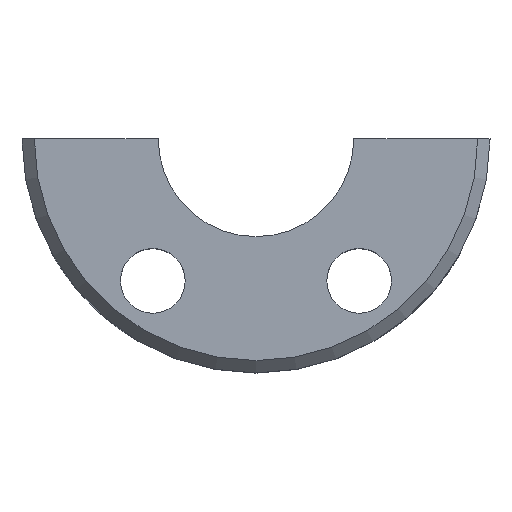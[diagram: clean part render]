
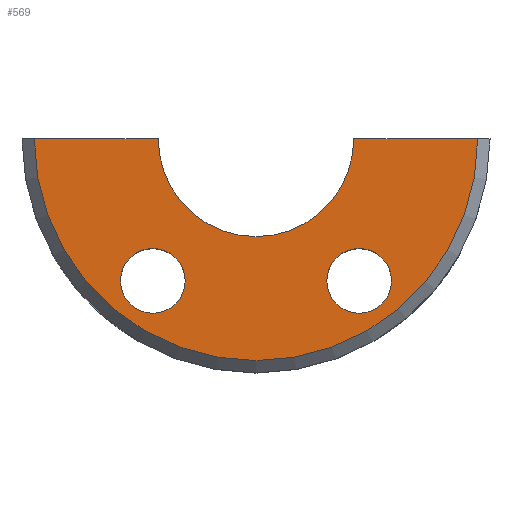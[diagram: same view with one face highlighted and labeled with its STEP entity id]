
A CAD part, top view. The second image highlights one B-rep face of the part: STEP entity #569.
In plain terms, the highlighted planar face has unit normal (0, 0, 1).
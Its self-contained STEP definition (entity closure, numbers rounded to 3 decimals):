
#14 = DIRECTION ( 'NONE',  ( 1., 0., 0. ) ) ;
#18 = DIRECTION ( 'NONE',  ( 1., 0., 0. ) ) ;
#23 = VERTEX_POINT ( 'NONE', #731 ) ;
#26 = EDGE_CURVE ( 'NONE', #38, #848, #222, .T. ) ;
#27 = CARTESIAN_POINT ( 'NONE',  ( 22.002, -23.057, 20. ) ) ;
#32 = ORIENTED_EDGE ( 'NONE', *, *, #263, .T. ) ;
#36 = AXIS2_PLACEMENT_3D ( 'NONE', #356, #968, #37 ) ;
#37 = DIRECTION ( 'NONE',  ( 1., 0., 0. ) ) ;
#38 = VERTEX_POINT ( 'NONE', #121 ) ;
#41 = CARTESIAN_POINT ( 'NONE',  ( 0., 0., 20. ) ) ;
#94 = CARTESIAN_POINT ( 'NONE',  ( 0., 0., 20. ) ) ;
#102 = VECTOR ( 'NONE', #619, 1000. ) ;
#114 = FACE_BOUND ( 'NONE', #154, .T. ) ;
#121 = CARTESIAN_POINT ( 'NONE',  ( -11.502, -23.057, 20. ) ) ;
#130 = DIRECTION ( 'NONE',  ( 0., 0., 1. ) ) ;
#141 = VERTEX_POINT ( 'NONE', #457 ) ;
#154 = EDGE_LOOP ( 'NONE', ( #490, #173 ) ) ;
#167 = FACE_OUTER_BOUND ( 'NONE', #543, .T. ) ;
#170 = DIRECTION ( 'NONE',  ( 1., 0., 0. ) ) ;
#173 = ORIENTED_EDGE ( 'NONE', *, *, #748, .F. ) ;
#174 = DIRECTION ( 'NONE',  ( -1., 0., 0. ) ) ;
#211 = CIRCLE ( 'NONE', #760, 5.25 ) ;
#215 = CIRCLE ( 'NONE', #817, 15.875 ) ;
#221 = AXIS2_PLACEMENT_3D ( 'NONE', #770, #545, #170 ) ;
#222 = CIRCLE ( 'NONE', #312, 5.25 ) ;
#247 = CARTESIAN_POINT ( 'NONE',  ( 16.752, -23.057, 20. ) ) ;
#263 = EDGE_CURVE ( 'NONE', #915, #141, #870, .T. ) ;
#268 = ORIENTED_EDGE ( 'NONE', *, *, #800, .T. ) ;
#279 = EDGE_CURVE ( 'NONE', #639, #701, #211, .T. ) ;
#299 = CARTESIAN_POINT ( 'NONE',  ( 11.502, -23.057, 20. ) ) ;
#312 = AXIS2_PLACEMENT_3D ( 'NONE', #354, #130, #641 ) ;
#342 = VECTOR ( 'NONE', #174, 1000. ) ;
#354 = CARTESIAN_POINT ( 'NONE',  ( -16.752, -23.057, 20. ) ) ;
#355 = PLANE ( 'NONE',  #36 ) ;
#356 = CARTESIAN_POINT ( 'NONE',  ( 0., 0., 20. ) ) ;
#371 = CARTESIAN_POINT ( 'NONE',  ( 16.752, -23.057, 20. ) ) ;
#433 = ORIENTED_EDGE ( 'NONE', *, *, #571, .T. ) ;
#451 = DIRECTION ( 'NONE',  ( 0., 0., 1. ) ) ;
#457 = CARTESIAN_POINT ( 'NONE',  ( 36., 0., 20. ) ) ;
#461 = AXIS2_PLACEMENT_3D ( 'NONE', #94, #687, #18 ) ;
#464 = DIRECTION ( 'NONE',  ( 0., 0., 1. ) ) ;
#490 = ORIENTED_EDGE ( 'NONE', *, *, #26, .F. ) ;
#496 = DIRECTION ( 'NONE',  ( 1., 0., 0. ) ) ;
#498 = LINE ( 'NONE', #947, #102 ) ;
#501 = CARTESIAN_POINT ( 'NONE',  ( -36., 0., 20. ) ) ;
#527 = ORIENTED_EDGE ( 'NONE', *, *, #713, .T. ) ;
#543 = EDGE_LOOP ( 'NONE', ( #527, #32, #268, #433 ) ) ;
#545 = DIRECTION ( 'NONE',  ( 0., 0., 1. ) ) ;
#554 = LINE ( 'NONE', #849, #342 ) ;
#569 = ADVANCED_FACE ( 'NONE', ( #722, #114, #167 ), #355, .T. ) ;
#571 = EDGE_CURVE ( 'NONE', #693, #23, #215, .T. ) ;
#573 = DIRECTION ( 'NONE',  ( 1., 0., 0. ) ) ;
#619 = DIRECTION ( 'NONE',  ( -1., 0., 0. ) ) ;
#633 = ORIENTED_EDGE ( 'NONE', *, *, #279, .F. ) ;
#637 = EDGE_CURVE ( 'NONE', #701, #639, #972, .T. ) ;
#639 = VERTEX_POINT ( 'NONE', #299 ) ;
#641 = DIRECTION ( 'NONE',  ( 1., 0., 0. ) ) ;
#671 = EDGE_LOOP ( 'NONE', ( #756, #633 ) ) ;
#687 = DIRECTION ( 'NONE',  ( 0., 0., 1. ) ) ;
#693 = VERTEX_POINT ( 'NONE', #932 ) ;
#697 = CIRCLE ( 'NONE', #221, 5.25 ) ;
#701 = VERTEX_POINT ( 'NONE', #27 ) ;
#710 = CARTESIAN_POINT ( 'NONE',  ( -22.002, -23.057, 20. ) ) ;
#713 = EDGE_CURVE ( 'NONE', #23, #915, #554, .T. ) ;
#722 = FACE_BOUND ( 'NONE', #671, .T. ) ;
#731 = CARTESIAN_POINT ( 'NONE',  ( -15.875, 0., 20. ) ) ;
#748 = EDGE_CURVE ( 'NONE', #848, #38, #697, .T. ) ;
#756 = ORIENTED_EDGE ( 'NONE', *, *, #637, .F. ) ;
#760 = AXIS2_PLACEMENT_3D ( 'NONE', #247, #464, #14 ) ;
#770 = CARTESIAN_POINT ( 'NONE',  ( -16.752, -23.057, 20. ) ) ;
#800 = EDGE_CURVE ( 'NONE', #141, #693, #498, .T. ) ;
#817 = AXIS2_PLACEMENT_3D ( 'NONE', #41, #881, #496 ) ;
#848 = VERTEX_POINT ( 'NONE', #710 ) ;
#849 = CARTESIAN_POINT ( 'NONE',  ( -15.875, 0., 20. ) ) ;
#870 = CIRCLE ( 'NONE', #461, 36. ) ;
#881 = DIRECTION ( 'NONE',  ( 0., 0., -1. ) ) ;
#915 = VERTEX_POINT ( 'NONE', #501 ) ;
#932 = CARTESIAN_POINT ( 'NONE',  ( 15.875, 0., 20. ) ) ;
#947 = CARTESIAN_POINT ( 'NONE',  ( 15.875, 0., 20. ) ) ;
#948 = AXIS2_PLACEMENT_3D ( 'NONE', #371, #451, #573 ) ;
#968 = DIRECTION ( 'NONE',  ( 0., 0., 1. ) ) ;
#972 = CIRCLE ( 'NONE', #948, 5.25 ) ;
